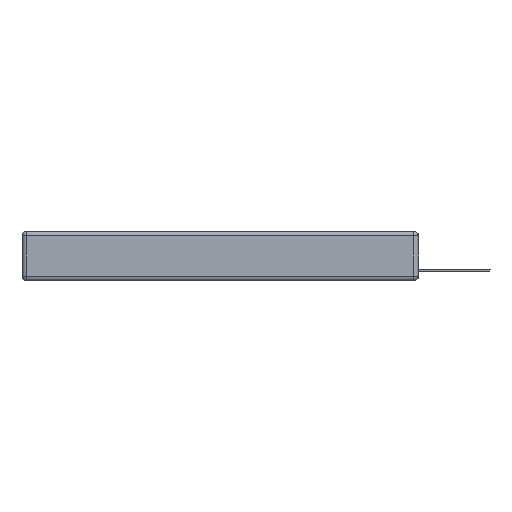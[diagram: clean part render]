
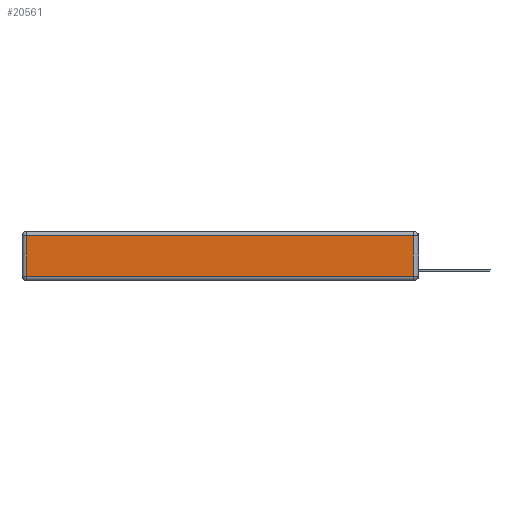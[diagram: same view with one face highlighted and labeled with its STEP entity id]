
A CAD part, left-side view. The second image highlights one B-rep face of the part: STEP entity #20561.
In plain terms, the highlighted planar face has unit normal (-1, 0, 0).
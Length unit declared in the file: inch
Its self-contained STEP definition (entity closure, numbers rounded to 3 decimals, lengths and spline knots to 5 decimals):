
#1475 = VECTOR ( 'NONE', #25102, 39.37008 ) ;
#2264 = CARTESIAN_POINT ( 'NONE',  ( 0., 0.03, -0.313 ) ) ;
#2490 = LINE ( 'NONE', #7804, #3815 ) ;
#3228 = PLANE ( 'NONE',  #19269 ) ;
#3352 = FACE_OUTER_BOUND ( 'NONE', #4849, .T. ) ;
#3815 = VECTOR ( 'NONE', #15694, 39.37008 ) ;
#4849 = EDGE_LOOP ( 'NONE', ( #5215, #8151, #6717, #5179 ) ) ;
#5179 = ORIENTED_EDGE ( 'NONE', *, *, #10772, .T. ) ;
#5215 = ORIENTED_EDGE ( 'NONE', *, *, #24307, .T. ) ;
#5548 = CARTESIAN_POINT ( 'NONE',  ( 0., 0., -0.343 ) ) ;
#6717 = ORIENTED_EDGE ( 'NONE', *, *, #9586, .T. ) ;
#6913 = LINE ( 'NONE', #14810, #7782 ) ;
#7782 = VECTOR ( 'NONE', #22687, 39.37008 ) ;
#7804 = CARTESIAN_POINT ( 'NONE',  ( 0., 2.75, -0.03 ) ) ;
#7805 = VECTOR ( 'NONE', #16716, 39.37008 ) ;
#8151 = ORIENTED_EDGE ( 'NONE', *, *, #11061, .T. ) ;
#9586 = EDGE_CURVE ( 'NONE', #15763, #21071, #2490, .T. ) ;
#9636 = CARTESIAN_POINT ( 'NONE',  ( 0., 0.03, -0.03 ) ) ;
#10772 = EDGE_CURVE ( 'NONE', #21071, #21812, #6913, .T. ) ;
#11061 = EDGE_CURVE ( 'NONE', #17047, #15763, #12584, .T. ) ;
#11126 = DIRECTION ( 'NONE',  ( -1., 0., 0. ) ) ;
#11252 = DIRECTION ( 'NONE',  ( 0., 0., 1. ) ) ;
#12584 = LINE ( 'NONE', #18529, #7805 ) ;
#13657 = CARTESIAN_POINT ( 'NONE',  ( 0., 2.72, -0.03 ) ) ;
#14810 = CARTESIAN_POINT ( 'NONE',  ( 0., 2.72, -0.343 ) ) ;
#15694 = DIRECTION ( 'NONE',  ( 0., 1., 0. ) ) ;
#15763 = VERTEX_POINT ( 'NONE', #9636 ) ;
#16716 = DIRECTION ( 'NONE',  ( 0., 0., 1. ) ) ;
#17047 = VERTEX_POINT ( 'NONE', #2264 ) ;
#18529 = CARTESIAN_POINT ( 'NONE',  ( 0., 0.03, -0.343 ) ) ;
#19269 = AXIS2_PLACEMENT_3D ( 'NONE', #5548, #11126, #11252 ) ;
#20561 = ADVANCED_FACE ( 'NONE', ( #3352 ), #3228, .T. ) ;
#21071 = VERTEX_POINT ( 'NONE', #13657 ) ;
#21697 = CARTESIAN_POINT ( 'NONE',  ( 0., 2.72, -0.313 ) ) ;
#21812 = VERTEX_POINT ( 'NONE', #21697 ) ;
#22687 = DIRECTION ( 'NONE',  ( 0., 0., -1. ) ) ;
#23158 = CARTESIAN_POINT ( 'NONE',  ( 0., 0., -0.313 ) ) ;
#24307 = EDGE_CURVE ( 'NONE', #21812, #17047, #24837, .T. ) ;
#24837 = LINE ( 'NONE', #23158, #1475 ) ;
#25102 = DIRECTION ( 'NONE',  ( 0., -1., 0. ) ) ;
